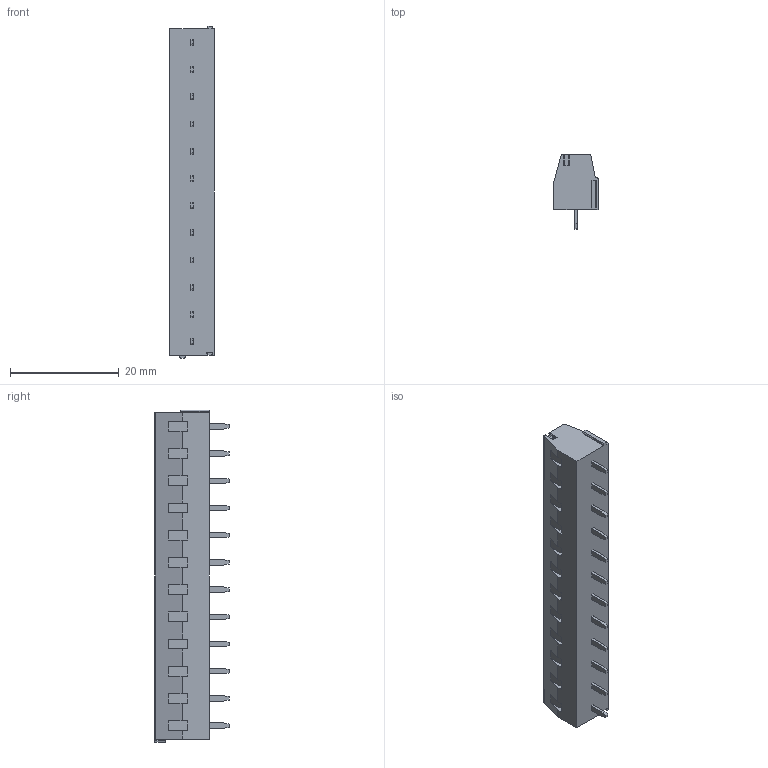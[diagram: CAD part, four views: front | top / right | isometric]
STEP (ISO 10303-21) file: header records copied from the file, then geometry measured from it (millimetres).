
FILE_DESCRIPTION((''),'2;1');
FILE_NAME('PRT0001','2025-04-02T',('sj'),(''),'PRO/ENGINEER BY PARAMETRIC TECHNOLOGY CORPORATION, 2013240','PRO/ENGINEER BY PARAMETRIC TECHNOLOGY CORPORATION, 2013240','');
FILE_SCHEMA(('AUTOMOTIVE_DESIGN_CC2 { 1 2 10303 214 -1 1 5 2 }'));
Length unit declared in the file: millimetre
Products named in the file (1): PRT0001
Bounding box: 8.1 x 13.65 x 61 mm (x, y, z)
Volume: 4035.5 mm3; surface area: 3136.8 mm2
Topology: 1 solids, 1 shells, 520 faces, 1326 edges, 844 vertices
Faces by surface type: plane 337, cylinder 111, cone 72
Entity records: 15524 total; most frequent: CARTESIAN_POINT 2690, DIRECTION 2660, ORIENTED_EDGE 2652, EDGE_CURVE 1326, VECTOR 1032, LINE 1032, VERTEX_POINT 844, AXIS2_PLACEMENT_3D 814
